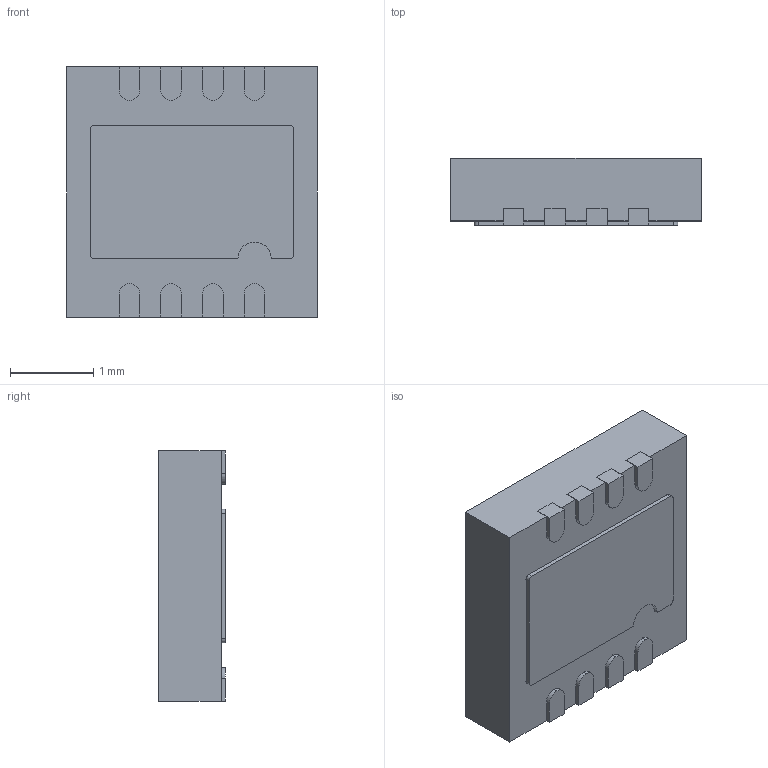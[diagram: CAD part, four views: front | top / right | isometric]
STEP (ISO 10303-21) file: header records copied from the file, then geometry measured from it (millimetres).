
FILE_DESCRIPTION (( 'STEP AP214' ), '1' );
FILE_NAME ('AD8617ACPZ-R7.STEP', '2019-02-25T13:31:55', ( '' ), ( '' ), 'SwSTEP 2.0', 'SolidWorks 2017', '' );
FILE_SCHEMA (( 'AUTOMOTIVE_DESIGN' ));
Length unit declared in the file: millimetre
Products named in the file (1): AD8617ACPZ-R7
Bounding box: 3 x 0.8 x 3 mm (x, y, z)
Volume: 7 mm3; surface area: 41.9 mm2
Topology: 10 solids, 10 shells, 118 faces, 291 edges, 194 vertices
Faces by surface type: plane 83, cylinder 35
Entity records: 3600 total; most frequent: CARTESIAN_POINT 604, DIRECTION 599, ORIENTED_EDGE 582, EDGE_CURVE 291, LINE 221, VECTOR 221, VERTEX_POINT 194, AXIS2_PLACEMENT_3D 189
